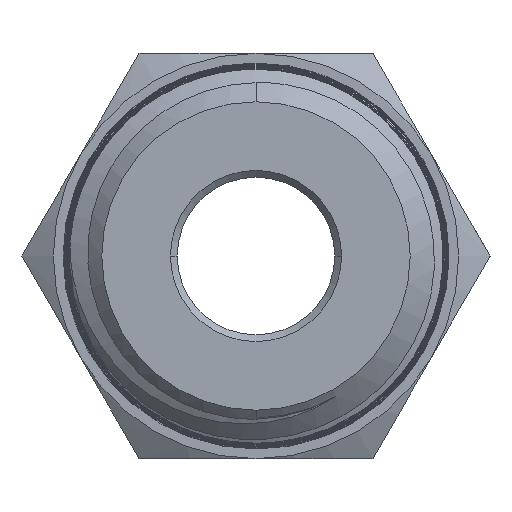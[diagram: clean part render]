
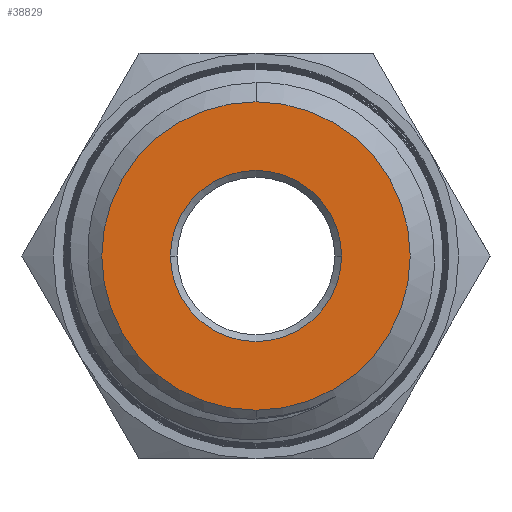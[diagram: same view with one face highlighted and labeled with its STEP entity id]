
A CAD part, front view. The second image highlights one B-rep face of the part: STEP entity #38829.
In plain terms, the highlighted planar face has unit normal (0, -1, 0).
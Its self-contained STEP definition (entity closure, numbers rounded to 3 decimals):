
#675 = AXIS2_PLACEMENT_3D ( 'NONE', #6595, #31254, #10132 ) ;
#1006 = AXIS2_PLACEMENT_3D ( 'NONE', #12953, #37572, #16466 ) ;
#1261 = EDGE_CURVE ( 'NONE', #35732, #30112, #21645, .T. ) ;
#1973 = CARTESIAN_POINT ( 'NONE',  ( 0., -12.5, 0. ) ) ;
#2317 = ORIENTED_EDGE ( 'NONE', *, *, #34240, .T. ) ;
#2947 = CARTESIAN_POINT ( 'NONE',  ( 0., -12.5, -6.849 ) ) ;
#3293 = AXIS2_PLACEMENT_3D ( 'NONE', #3717, #20036, #42982 ) ;
#3717 = CARTESIAN_POINT ( 'NONE',  ( 0., -12.5, 0. ) ) ;
#3797 = ORIENTED_EDGE ( 'NONE', *, *, #29025, .F. ) ;
#5280 = AXIS2_PLACEMENT_3D ( 'NONE', #39428, #18351, #42974 ) ;
#5476 = DIRECTION ( 'NONE',  ( 1., 0., 0. ) ) ;
#6595 = CARTESIAN_POINT ( 'NONE',  ( 0., -12.5, 0. ) ) ;
#7621 = ORIENTED_EDGE ( 'NONE', *, *, #1261, .T. ) ;
#10132 = DIRECTION ( 'NONE',  ( 1., 0., 0. ) ) ;
#12830 = CIRCLE ( 'NONE', #25195, 3.8 ) ;
#12953 = CARTESIAN_POINT ( 'NONE',  ( 0., -12.5, 0. ) ) ;
#13502 = EDGE_LOOP ( 'NONE', ( #28636, #2317 ) ) ;
#16163 = FACE_BOUND ( 'NONE', #13502, .T. ) ;
#16326 = PLANE ( 'NONE',  #1006 ) ;
#16466 = DIRECTION ( 'NONE',  ( 0., 0., -1. ) ) ;
#16614 = EDGE_LOOP ( 'NONE', ( #7621, #3797 ) ) ;
#18351 = DIRECTION ( 'NONE',  ( 0., 1., 0. ) ) ;
#20036 = DIRECTION ( 'NONE',  ( 0., -1., 0. ) ) ;
#20446 = VERTEX_POINT ( 'NONE', #38265 ) ;
#21645 = CIRCLE ( 'NONE', #3293, 6.849 ) ;
#25195 = AXIS2_PLACEMENT_3D ( 'NONE', #1973, #26585, #5476 ) ;
#26585 = DIRECTION ( 'NONE',  ( 0., 1., 0. ) ) ;
#27401 = CIRCLE ( 'NONE', #675, 3.8 ) ;
#28636 = ORIENTED_EDGE ( 'NONE', *, *, #41551, .T. ) ;
#29025 = EDGE_CURVE ( 'NONE', #35732, #30112, #39582, .T. ) ;
#30112 = VERTEX_POINT ( 'NONE', #2947 ) ;
#31254 = DIRECTION ( 'NONE',  ( 0., 1., 0. ) ) ;
#31594 = VERTEX_POINT ( 'NONE', #42952 ) ;
#34240 = EDGE_CURVE ( 'NONE', #20446, #31594, #27401, .T. ) ;
#34916 = FACE_OUTER_BOUND ( 'NONE', #16614, .T. ) ;
#35732 = VERTEX_POINT ( 'NONE', #44306 ) ;
#37572 = DIRECTION ( 'NONE',  ( 0., -1., 0. ) ) ;
#38265 = CARTESIAN_POINT ( 'NONE',  ( -3.8, -12.5, 0. ) ) ;
#38829 = ADVANCED_FACE ( 'NONE', ( #16163, #34916 ), #16326, .T. ) ;
#39428 = CARTESIAN_POINT ( 'NONE',  ( 0., -12.5, 0. ) ) ;
#39582 = CIRCLE ( 'NONE', #5280, 6.849 ) ;
#41551 = EDGE_CURVE ( 'NONE', #31594, #20446, #12830, .T. ) ;
#42952 = CARTESIAN_POINT ( 'NONE',  ( 3.8, -12.5, 0. ) ) ;
#42974 = DIRECTION ( 'NONE',  ( 0., 0., 1. ) ) ;
#42982 = DIRECTION ( 'NONE',  ( 0., 0., 1. ) ) ;
#44306 = CARTESIAN_POINT ( 'NONE',  ( 0., -12.5, 6.849 ) ) ;
